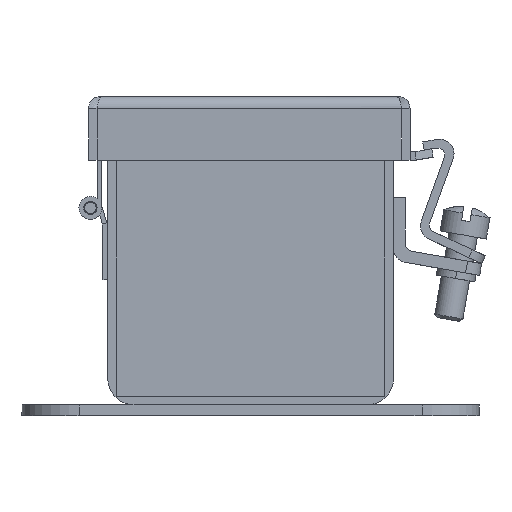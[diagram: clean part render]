
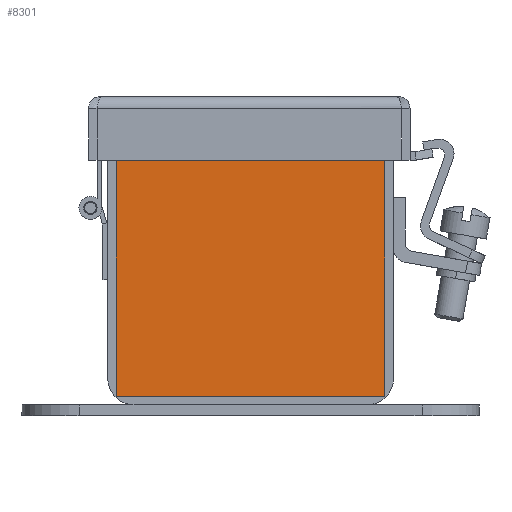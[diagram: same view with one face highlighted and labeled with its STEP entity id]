
A CAD part, left-side view. The second image highlights one B-rep face of the part: STEP entity #8301.
In plain terms, the highlighted planar face has unit normal (-1, 0, 0).
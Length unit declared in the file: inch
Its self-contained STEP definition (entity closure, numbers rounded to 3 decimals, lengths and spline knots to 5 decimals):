
#259 = LINE ( 'NONE', #13598, #1340 ) ;
#466 = ORIENTED_EDGE ( 'NONE', *, *, #17387, .F. ) ;
#874 = DIRECTION ( 'NONE',  ( 0., 1., 0. ) ) ;
#1043 = VECTOR ( 'NONE', #11086, 39.37008 ) ;
#1281 = ORIENTED_EDGE ( 'NONE', *, *, #3364, .T. ) ;
#1340 = VECTOR ( 'NONE', #20271, 39.37008 ) ;
#1428 = VECTOR ( 'NONE', #16000, 39.37008 ) ;
#1473 = PLANE ( 'NONE',  #16547 ) ;
#2134 = ORIENTED_EDGE ( 'NONE', *, *, #9791, .T. ) ;
#2355 = VERTEX_POINT ( 'NONE', #12868 ) ;
#2878 = CARTESIAN_POINT ( 'NONE',  ( -1.70918, 0.68875, 0.29059 ) ) ;
#2935 = EDGE_LOOP ( 'NONE', ( #1281, #5945, #6357, #14772, #5709, #2134, #15352, #13367, #18322, #466, #9669, #16362 ) ) ;
#3007 = VECTOR ( 'NONE', #4842, 39.37008 ) ;
#3364 = EDGE_CURVE ( 'NONE', #5814, #3528, #21249, .T. ) ;
#3435 = CARTESIAN_POINT ( 'NONE',  ( -1.70918, -1.17725, 0.32204 ) ) ;
#3528 = VERTEX_POINT ( 'NONE', #16959 ) ;
#3542 = VERTEX_POINT ( 'NONE', #20967 ) ;
#3964 = CARTESIAN_POINT ( 'NONE',  ( -1.70918, 1.17475, 0.32204 ) ) ;
#4524 = VECTOR ( 'NONE', #4859, 39.37008 ) ;
#4712 = VECTOR ( 'NONE', #20392, 39.37008 ) ;
#4785 = CARTESIAN_POINT ( 'NONE',  ( -1.70918, 0.68895, 0.32204 ) ) ;
#4842 = DIRECTION ( 'NONE',  ( 0., 0., -1. ) ) ;
#4859 = DIRECTION ( 'NONE',  ( 0., 0., -1. ) ) ;
#5105 = VERTEX_POINT ( 'NONE', #20883 ) ;
#5270 = CARTESIAN_POINT ( 'NONE',  ( -1.70918, -0.69145, 0.29059 ) ) ;
#5709 = ORIENTED_EDGE ( 'NONE', *, *, #14028, .T. ) ;
#5814 = VERTEX_POINT ( 'NONE', #5270 ) ;
#5945 = ORIENTED_EDGE ( 'NONE', *, *, #11737, .T. ) ;
#6140 = VERTEX_POINT ( 'NONE', #4785 ) ;
#6339 = CARTESIAN_POINT ( 'NONE',  ( -1.70918, 0.68895, 0.29059 ) ) ;
#6357 = ORIENTED_EDGE ( 'NONE', *, *, #17155, .F. ) ;
#6378 = CARTESIAN_POINT ( 'NONE',  ( -1.70918, -0.00125, 0.32204 ) ) ;
#6618 = CARTESIAN_POINT ( 'NONE',  ( -1.70918, -0.69145, 0.32204 ) ) ;
#6768 = EDGE_CURVE ( 'NONE', #5105, #8353, #21344, .T. ) ;
#7123 = CARTESIAN_POINT ( 'NONE',  ( -1.70918, -0.69125, 0.29059 ) ) ;
#7152 = DIRECTION ( 'NONE',  ( 0., 0., -1. ) ) ;
#7464 = DIRECTION ( 'NONE',  ( 0., -1., 0. ) ) ;
#7944 = LINE ( 'NONE', #2878, #1428 ) ;
#8154 = DIRECTION ( 'NONE',  ( 1., 0., 0. ) ) ;
#8301 = ADVANCED_FACE ( 'NONE', ( #8380 ), #1473, .F. ) ;
#8353 = VERTEX_POINT ( 'NONE', #3435 ) ;
#8380 = FACE_OUTER_BOUND ( 'NONE', #2935, .T. ) ;
#8490 = LINE ( 'NONE', #6618, #3007 ) ;
#8563 = VECTOR ( 'NONE', #874, 39.37008 ) ;
#8697 = CARTESIAN_POINT ( 'NONE',  ( -1.70918, -1.17725, -0.85396 ) ) ;
#8880 = EDGE_CURVE ( 'NONE', #19312, #6140, #10528, .T. ) ;
#9219 = CARTESIAN_POINT ( 'NONE',  ( -1.70918, -0.00125, -2.02996 ) ) ;
#9344 = VECTOR ( 'NONE', #7464, 39.37008 ) ;
#9487 = CARTESIAN_POINT ( 'NONE',  ( -1.70918, -1.17725, -2.02996 ) ) ;
#9669 = ORIENTED_EDGE ( 'NONE', *, *, #6768, .F. ) ;
#9791 = EDGE_CURVE ( 'NONE', #10274, #6140, #259, .T. ) ;
#10062 = CARTESIAN_POINT ( 'NONE',  ( -1.70918, 0.68875, 0.29059 ) ) ;
#10274 = VERTEX_POINT ( 'NONE', #6339 ) ;
#10288 = VERTEX_POINT ( 'NONE', #10062 ) ;
#10333 = LINE ( 'NONE', #8697, #21161 ) ;
#10460 = LINE ( 'NONE', #13606, #4712 ) ;
#10528 = LINE ( 'NONE', #17059, #9344 ) ;
#11086 = DIRECTION ( 'NONE',  ( 0., 1., 0. ) ) ;
#11269 = VECTOR ( 'NONE', #16496, 39.37008 ) ;
#11737 = EDGE_CURVE ( 'NONE', #3528, #18414, #15505, .T. ) ;
#11992 = VERTEX_POINT ( 'NONE', #9487 ) ;
#12785 = EDGE_CURVE ( 'NONE', #3542, #10288, #13191, .T. ) ;
#12868 = CARTESIAN_POINT ( 'NONE',  ( -1.70918, 1.17475, -2.02996 ) ) ;
#13091 = VECTOR ( 'NONE', #19702, 39.37008 ) ;
#13191 = LINE ( 'NONE', #21285, #4524 ) ;
#13256 = CARTESIAN_POINT ( 'NONE',  ( -1.70918, 1.17475, -0.85396 ) ) ;
#13367 = ORIENTED_EDGE ( 'NONE', *, *, #16083, .F. ) ;
#13598 = CARTESIAN_POINT ( 'NONE',  ( -1.70918, 0.68895, 0.29059 ) ) ;
#13606 = CARTESIAN_POINT ( 'NONE',  ( -1.70918, -0.00125, 0.29079 ) ) ;
#14028 = EDGE_CURVE ( 'NONE', #10288, #10274, #7944, .T. ) ;
#14772 = ORIENTED_EDGE ( 'NONE', *, *, #12785, .T. ) ;
#15352 = ORIENTED_EDGE ( 'NONE', *, *, #8880, .F. ) ;
#15442 = EDGE_CURVE ( 'NONE', #11992, #2355, #19157, .T. ) ;
#15505 = LINE ( 'NONE', #7123, #18020 ) ;
#16000 = DIRECTION ( 'NONE',  ( 0., 1., 0. ) ) ;
#16083 = EDGE_CURVE ( 'NONE', #2355, #19312, #21557, .T. ) ;
#16362 = ORIENTED_EDGE ( 'NONE', *, *, #19170, .T. ) ;
#16465 = CARTESIAN_POINT ( 'NONE',  ( -1.70918, -0.69125, 0.29079 ) ) ;
#16496 = DIRECTION ( 'NONE',  ( 0., -1., 0. ) ) ;
#16547 = AXIS2_PLACEMENT_3D ( 'NONE', #18294, #8154, #21583 ) ;
#16959 = CARTESIAN_POINT ( 'NONE',  ( -1.70918, -0.69125, 0.29059 ) ) ;
#17059 = CARTESIAN_POINT ( 'NONE',  ( -1.70918, -0.00125, 0.32204 ) ) ;
#17155 = EDGE_CURVE ( 'NONE', #3542, #18414, #10460, .T. ) ;
#17387 = EDGE_CURVE ( 'NONE', #8353, #11992, #10333, .T. ) ;
#18020 = VECTOR ( 'NONE', #20665, 39.37008 ) ;
#18294 = CARTESIAN_POINT ( 'NONE',  ( -1.70918, -0.00125, -0.85396 ) ) ;
#18322 = ORIENTED_EDGE ( 'NONE', *, *, #15442, .F. ) ;
#18414 = VERTEX_POINT ( 'NONE', #16465 ) ;
#19157 = LINE ( 'NONE', #9219, #8563 ) ;
#19170 = EDGE_CURVE ( 'NONE', #5105, #5814, #8490, .T. ) ;
#19312 = VERTEX_POINT ( 'NONE', #3964 ) ;
#19405 = CARTESIAN_POINT ( 'NONE',  ( -1.70918, -0.69145, 0.29059 ) ) ;
#19702 = DIRECTION ( 'NONE',  ( 0., 0., 1. ) ) ;
#20271 = DIRECTION ( 'NONE',  ( 0., 0., 1. ) ) ;
#20392 = DIRECTION ( 'NONE',  ( 0., -1., 0. ) ) ;
#20665 = DIRECTION ( 'NONE',  ( 0., 0., 1. ) ) ;
#20883 = CARTESIAN_POINT ( 'NONE',  ( -1.70918, -0.69145, 0.32204 ) ) ;
#20967 = CARTESIAN_POINT ( 'NONE',  ( -1.70918, 0.68875, 0.29079 ) ) ;
#21161 = VECTOR ( 'NONE', #7152, 39.37008 ) ;
#21249 = LINE ( 'NONE', #19405, #1043 ) ;
#21285 = CARTESIAN_POINT ( 'NONE',  ( -1.70918, 0.68875, 0.32204 ) ) ;
#21344 = LINE ( 'NONE', #6378, #11269 ) ;
#21557 = LINE ( 'NONE', #13256, #13091 ) ;
#21583 = DIRECTION ( 'NONE',  ( 0., 1., 0. ) ) ;
